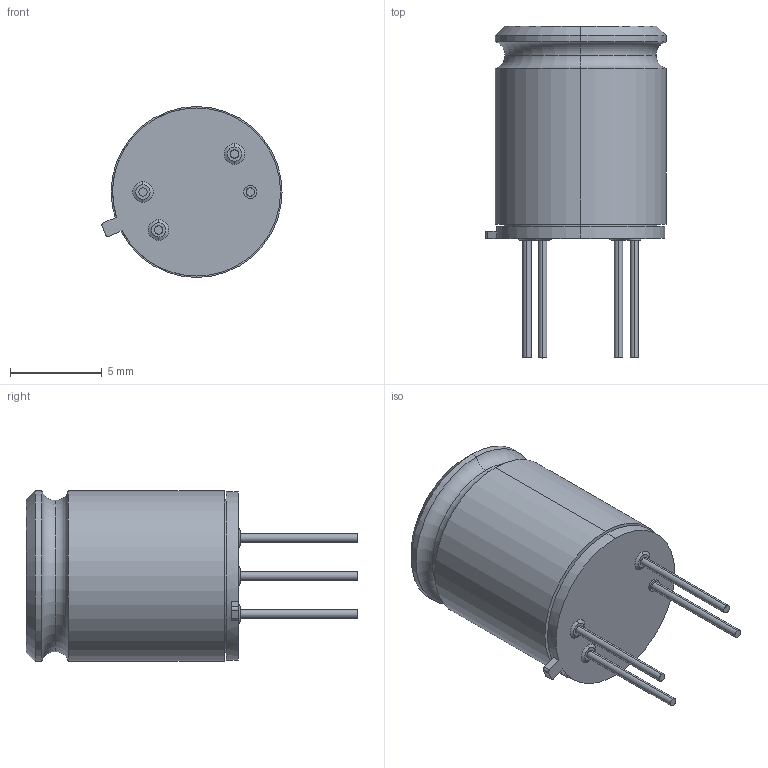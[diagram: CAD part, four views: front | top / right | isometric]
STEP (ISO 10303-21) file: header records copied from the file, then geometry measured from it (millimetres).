
FILE_DESCRIPTION (( 'STEP AP214' ), '1' );
FILE_NAME ('MLX90640ESF-BAB-000-TU-1.STEP', '2023-08-08T11:57:53', ( '' ), ( '' ), 'SwSTEP 2.0', 'SolidWorks 2021', '' );
FILE_SCHEMA (( 'AUTOMOTIVE_DESIGN' ));
Length unit declared in the file: millimetre
Products named in the file (1): MLX90640ESF-BAB-000-TU-1
Bounding box: 9.8 x 18.05 x 9.3 mm (x, y, z)
Volume: 685.2 mm3; surface area: 849.7 mm2
Topology: 9 solids, 9 shells, 83 faces, 171 edges, 110 vertices
Faces by surface type: cylinder 39, plane 27, cone 10, torus 4, bspline 3
Entity records: 2979 total; most frequent: CARTESIAN_POINT 1089, DIRECTION 396, ORIENTED_EDGE 342, EDGE_CURVE 171, AXIS2_PLACEMENT_3D 167, VERTEX_POINT 110, EDGE_LOOP 93, CIRCLE 86
